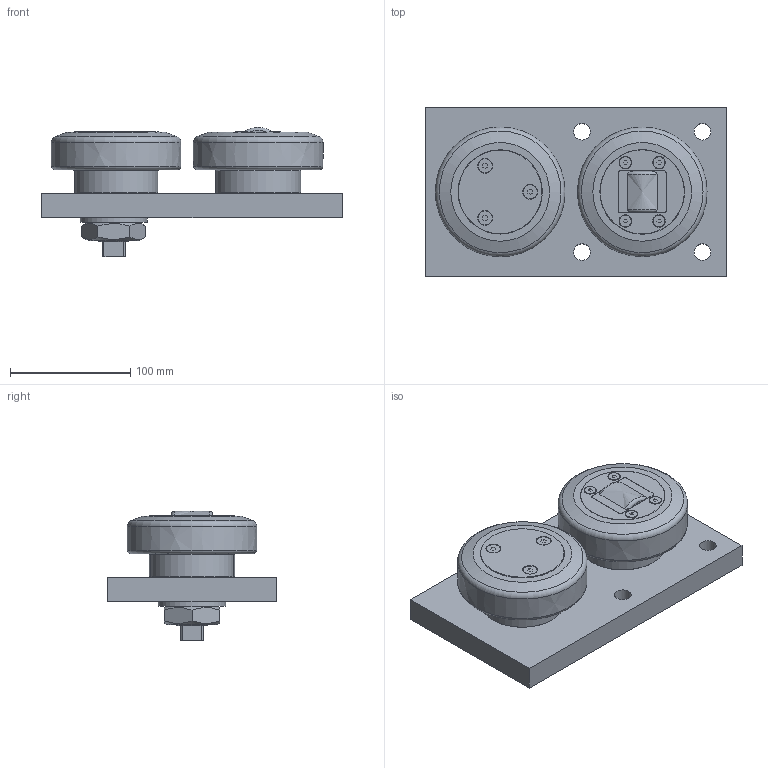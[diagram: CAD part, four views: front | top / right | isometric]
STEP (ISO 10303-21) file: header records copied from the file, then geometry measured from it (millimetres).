
FILE_DESCRIPTION(/* description */ ('-','CAx-IF Rec.Pracs.---Representation and Presentation of Product Manufacturing Information (PMI)---4.0---2014-10-13'),/* implementation_level */ '2;1');
FILE_NAME(/* name */ '548c9a06-e858-4b22-8dfd-91fa44cf6980.stp',/* time_stamp */ '2020-04-01T16:05:10+02:00',/* author */ ('-'),/* organization */ ('NTI CADcenter A/S'),/* preprocessor_version */ 'ST-DEVELOPER v18',/* originating_system */ 'Autodesk Inventor 2020',/* authorisation */ '-');
FILE_SCHEMA (('AP242_MANAGED_MODEL_BASED_3D_ENGINEERING_MIM_LF { 1 0 10303 442 1 1 4 }'));
Length unit declared in the file: millimetre
Products named in the file (1): FE 110.5200_Kontur
Bounding box: 250 x 140 x 107.6 mm (x, y, z)
Volume: 1430603.6 mm3; surface area: 140057.8 mm2
Topology: 1 solids, 1 shells, 155 faces, 369 edges, 250 vertices
Faces by surface type: plane 101, cylinder 29, cone 16, torus 6, bspline 3
Full cylindrical faces by diameter (mm): 9.75 x4, 11.7 x3, 12.4 x3, 13.835 x4, 28.376 x1, 56 x1, 69 x1, 70 x1, 70.5 x2, 71 x1
Entity records: 4662 total; most frequent: CARTESIAN_POINT 905, DIRECTION 793, ORIENTED_EDGE 738, EDGE_CURVE 369, AXIS2_PLACEMENT_3D 289, VERTEX_POINT 250, LINE 215, VECTOR 215
